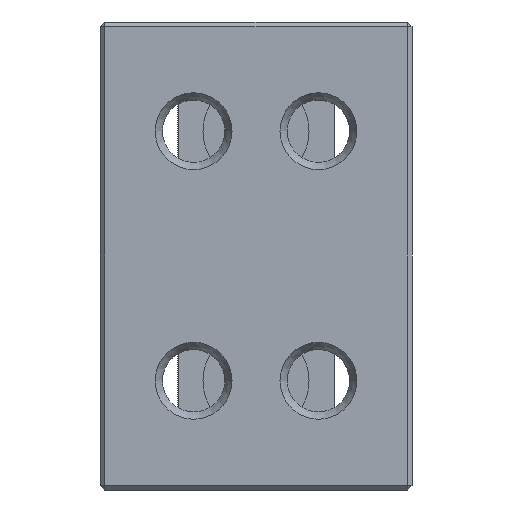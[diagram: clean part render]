
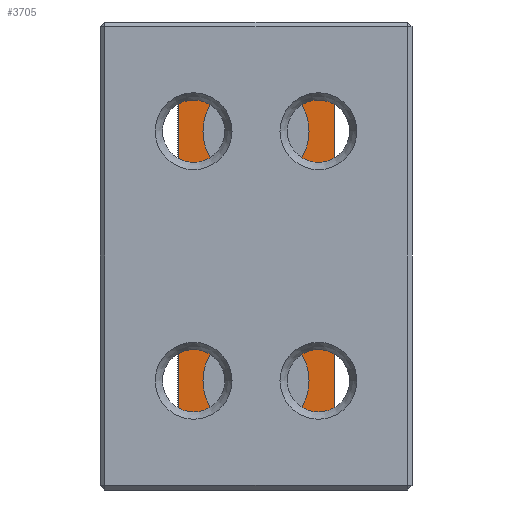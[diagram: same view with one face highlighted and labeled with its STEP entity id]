
A CAD part, front view. The second image highlights one B-rep face of the part: STEP entity #3705.
In plain terms, the highlighted planar face has unit normal (0, -1, 0).
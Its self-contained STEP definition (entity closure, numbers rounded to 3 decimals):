
#463 = PLANE('',#464);
#464 = AXIS2_PLACEMENT_3D('',#465,#466,#467);
#465 = CARTESIAN_POINT('',(2.5,2.79,0.));
#466 = DIRECTION('',(1.,0.,0.));
#467 = DIRECTION('',(0.,-1.,0.));
#491 = PLANE('',#492);
#492 = AXIS2_PLACEMENT_3D('',#493,#494,#495);
#493 = CARTESIAN_POINT('',(2.5,2.675,0.075));
#494 = DIRECTION('',(0.,-0.707,-0.707));
#495 = DIRECTION('',(-1.,0.,0.));
#519 = PLANE('',#520);
#520 = AXIS2_PLACEMENT_3D('',#521,#522,#523);
#521 = CARTESIAN_POINT('',(-2.5,2.79,0.));
#522 = DIRECTION('',(1.,0.,0.));
#523 = DIRECTION('',(0.,-1.,0.));
#1038 = PLANE('',#1039);
#1039 = AXIS2_PLACEMENT_3D('',#1040,#1041,#1042);
#1040 = CARTESIAN_POINT('',(2.5,2.675,14.925));
#1041 = DIRECTION('',(0.,0.707,-0.707));
#1042 = DIRECTION('',(-1.,0.,0.));
#1922 = EDGE_CURVE('',#1923,#1925,#1927,.T.);
#1923 = VERTEX_POINT('',#1924);
#1924 = CARTESIAN_POINT('',(-2.5,2.6,0.15));
#1925 = VERTEX_POINT('',#1926);
#1926 = CARTESIAN_POINT('',(-2.5,2.6,14.85));
#1927 = SURFACE_CURVE('',#1928,(#1932,#1939),.PCURVE_S1.);
#1928 = LINE('',#1929,#1930);
#1929 = CARTESIAN_POINT('',(-2.5,2.6,0.));
#1930 = VECTOR('',#1931,1.);
#1931 = DIRECTION('',(0.,0.,1.));
#1932 = PCURVE('',#519,#1933);
#1933 = DEFINITIONAL_REPRESENTATION('',(#1934),#1938);
#1934 = LINE('',#1935,#1936);
#1935 = CARTESIAN_POINT('',(0.19,0.));
#1936 = VECTOR('',#1937,1.);
#1937 = DIRECTION('',(0.,-1.));
#1938 = ( GEOMETRIC_REPRESENTATION_CONTEXT(2) 
PARAMETRIC_REPRESENTATION_CONTEXT() REPRESENTATION_CONTEXT('2D SPACE',''
  ) );
#1939 = PCURVE('',#1940,#1945);
#1940 = PLANE('',#1941);
#1941 = AXIS2_PLACEMENT_3D('',#1942,#1943,#1944);
#1942 = CARTESIAN_POINT('',(2.5,2.6,0.));
#1943 = DIRECTION('',(0.,-1.,0.));
#1944 = DIRECTION('',(-1.,0.,0.));
#1945 = DEFINITIONAL_REPRESENTATION('',(#1946),#1950);
#1946 = LINE('',#1947,#1948);
#1947 = CARTESIAN_POINT('',(5.,0.));
#1948 = VECTOR('',#1949,1.);
#1949 = DIRECTION('',(0.,-1.));
#1950 = ( GEOMETRIC_REPRESENTATION_CONTEXT(2) 
PARAMETRIC_REPRESENTATION_CONTEXT() REPRESENTATION_CONTEXT('2D SPACE',''
  ) );
#2028 = VERTEX_POINT('',#2029);
#2029 = CARTESIAN_POINT('',(2.5,2.6,0.15));
#2050 = EDGE_CURVE('',#2028,#1923,#2051,.T.);
#2051 = SURFACE_CURVE('',#2052,(#2056,#2063),.PCURVE_S1.);
#2052 = LINE('',#2053,#2054);
#2053 = CARTESIAN_POINT('',(2.5,2.6,0.15));
#2054 = VECTOR('',#2055,1.);
#2055 = DIRECTION('',(-1.,0.,0.));
#2056 = PCURVE('',#491,#2057);
#2057 = DEFINITIONAL_REPRESENTATION('',(#2058),#2062);
#2058 = LINE('',#2059,#2060);
#2059 = CARTESIAN_POINT('',(0.,-0.106));
#2060 = VECTOR('',#2061,1.);
#2061 = DIRECTION('',(1.,0.));
#2062 = ( GEOMETRIC_REPRESENTATION_CONTEXT(2) 
PARAMETRIC_REPRESENTATION_CONTEXT() REPRESENTATION_CONTEXT('2D SPACE',''
  ) );
#2063 = PCURVE('',#1940,#2064);
#2064 = DEFINITIONAL_REPRESENTATION('',(#2065),#2069);
#2065 = LINE('',#2066,#2067);
#2066 = CARTESIAN_POINT('',(0.,-0.15));
#2067 = VECTOR('',#2068,1.);
#2068 = DIRECTION('',(1.,0.));
#2069 = ( GEOMETRIC_REPRESENTATION_CONTEXT(2) 
PARAMETRIC_REPRESENTATION_CONTEXT() REPRESENTATION_CONTEXT('2D SPACE',''
  ) );
#2103 = EDGE_CURVE('',#2028,#2104,#2106,.T.);
#2104 = VERTEX_POINT('',#2105);
#2105 = CARTESIAN_POINT('',(2.5,2.6,14.85));
#2106 = SURFACE_CURVE('',#2107,(#2111,#2118),.PCURVE_S1.);
#2107 = LINE('',#2108,#2109);
#2108 = CARTESIAN_POINT('',(2.5,2.6,0.));
#2109 = VECTOR('',#2110,1.);
#2110 = DIRECTION('',(0.,0.,1.));
#2111 = PCURVE('',#463,#2112);
#2112 = DEFINITIONAL_REPRESENTATION('',(#2113),#2117);
#2113 = LINE('',#2114,#2115);
#2114 = CARTESIAN_POINT('',(0.19,0.));
#2115 = VECTOR('',#2116,1.);
#2116 = DIRECTION('',(0.,-1.));
#2117 = ( GEOMETRIC_REPRESENTATION_CONTEXT(2) 
PARAMETRIC_REPRESENTATION_CONTEXT() REPRESENTATION_CONTEXT('2D SPACE',''
  ) );
#2118 = PCURVE('',#1940,#2119);
#2119 = DEFINITIONAL_REPRESENTATION('',(#2120),#2124);
#2120 = LINE('',#2121,#2122);
#2121 = CARTESIAN_POINT('',(0.,0.));
#2122 = VECTOR('',#2123,1.);
#2123 = DIRECTION('',(0.,-1.));
#2124 = ( GEOMETRIC_REPRESENTATION_CONTEXT(2) 
PARAMETRIC_REPRESENTATION_CONTEXT() REPRESENTATION_CONTEXT('2D SPACE',''
  ) );
#2637 = EDGE_CURVE('',#2104,#1925,#2638,.T.);
#2638 = SURFACE_CURVE('',#2639,(#2643,#2650),.PCURVE_S1.);
#2639 = LINE('',#2640,#2641);
#2640 = CARTESIAN_POINT('',(2.5,2.6,14.85));
#2641 = VECTOR('',#2642,1.);
#2642 = DIRECTION('',(-1.,0.,0.));
#2643 = PCURVE('',#1038,#2644);
#2644 = DEFINITIONAL_REPRESENTATION('',(#2645),#2649);
#2645 = LINE('',#2646,#2647);
#2646 = CARTESIAN_POINT('',(0.,-0.106));
#2647 = VECTOR('',#2648,1.);
#2648 = DIRECTION('',(1.,0.));
#2649 = ( GEOMETRIC_REPRESENTATION_CONTEXT(2) 
PARAMETRIC_REPRESENTATION_CONTEXT() REPRESENTATION_CONTEXT('2D SPACE',''
  ) );
#2650 = PCURVE('',#1940,#2651);
#2651 = DEFINITIONAL_REPRESENTATION('',(#2652),#2656);
#2652 = LINE('',#2653,#2654);
#2653 = CARTESIAN_POINT('',(0.,-14.85));
#2654 = VECTOR('',#2655,1.);
#2655 = DIRECTION('',(1.,0.));
#2656 = ( GEOMETRIC_REPRESENTATION_CONTEXT(2) 
PARAMETRIC_REPRESENTATION_CONTEXT() REPRESENTATION_CONTEXT('2D SPACE',''
  ) );
#3705 = ADVANCED_FACE('',(#3706,#3712,#3747),#1940,.T.);
#3706 = FACE_BOUND('',#3707,.T.);
#3707 = EDGE_LOOP('',(#3708,#3709,#3710,#3711));
#3708 = ORIENTED_EDGE('',*,*,#2103,.T.);
#3709 = ORIENTED_EDGE('',*,*,#2637,.T.);
#3710 = ORIENTED_EDGE('',*,*,#1922,.F.);
#3711 = ORIENTED_EDGE('',*,*,#2050,.F.);
#3712 = FACE_BOUND('',#3713,.T.);
#3713 = EDGE_LOOP('',(#3714));
#3714 = ORIENTED_EDGE('',*,*,#3715,.T.);
#3715 = EDGE_CURVE('',#3716,#3716,#3718,.T.);
#3716 = VERTEX_POINT('',#3717);
#3717 = CARTESIAN_POINT('',(-1.7,2.6,11.5));
#3718 = SURFACE_CURVE('',#3719,(#3724,#3735),.PCURVE_S1.);
#3719 = CIRCLE('',#3720,1.7);
#3720 = AXIS2_PLACEMENT_3D('',#3721,#3722,#3723);
#3721 = CARTESIAN_POINT('',(0.,2.6,11.5));
#3722 = DIRECTION('',(0.,1.,0.));
#3723 = DIRECTION('',(-1.,0.,0.));
#3724 = PCURVE('',#1940,#3725);
#3725 = DEFINITIONAL_REPRESENTATION('',(#3726),#3734);
#3726 = ( BOUNDED_CURVE() B_SPLINE_CURVE(2,(#3727,#3728,#3729,#3730,
#3731,#3732,#3733),.UNSPECIFIED.,.T.,.F.) B_SPLINE_CURVE_WITH_KNOTS((1,2
    ,2,2,2,1),(-2.094,0.,2.094,4.189,
6.283,8.378),.UNSPECIFIED.) CURVE() 
GEOMETRIC_REPRESENTATION_ITEM() RATIONAL_B_SPLINE_CURVE((1.,0.5,1.,0.5,
1.,0.5,1.)) REPRESENTATION_ITEM('') );
#3727 = CARTESIAN_POINT('',(4.2,-11.5));
#3728 = CARTESIAN_POINT('',(4.2,-14.444));
#3729 = CARTESIAN_POINT('',(1.65,-12.972));
#3730 = CARTESIAN_POINT('',(-0.9,-11.5));
#3731 = CARTESIAN_POINT('',(1.65,-10.028));
#3732 = CARTESIAN_POINT('',(4.2,-8.556));
#3733 = CARTESIAN_POINT('',(4.2,-11.5));
#3734 = ( GEOMETRIC_REPRESENTATION_CONTEXT(2) 
PARAMETRIC_REPRESENTATION_CONTEXT() REPRESENTATION_CONTEXT('2D SPACE',''
  ) );
#3735 = PCURVE('',#3736,#3741);
#3736 = CYLINDRICAL_SURFACE('',#3737,1.7);
#3737 = AXIS2_PLACEMENT_3D('',#3738,#3739,#3740);
#3738 = CARTESIAN_POINT('',(0.,3.722,11.5));
#3739 = DIRECTION('',(0.,-1.,0.));
#3740 = DIRECTION('',(-1.,0.,0.));
#3741 = DEFINITIONAL_REPRESENTATION('',(#3742),#3746);
#3742 = LINE('',#3743,#3744);
#3743 = CARTESIAN_POINT('',(0.,1.122));
#3744 = VECTOR('',#3745,1.);
#3745 = DIRECTION('',(-1.,0.));
#3746 = ( GEOMETRIC_REPRESENTATION_CONTEXT(2) 
PARAMETRIC_REPRESENTATION_CONTEXT() REPRESENTATION_CONTEXT('2D SPACE',''
  ) );
#3747 = FACE_BOUND('',#3748,.T.);
#3748 = EDGE_LOOP('',(#3749));
#3749 = ORIENTED_EDGE('',*,*,#3750,.T.);
#3750 = EDGE_CURVE('',#3751,#3751,#3753,.T.);
#3751 = VERTEX_POINT('',#3752);
#3752 = CARTESIAN_POINT('',(-1.7,2.6,3.5));
#3753 = SURFACE_CURVE('',#3754,(#3759,#3770),.PCURVE_S1.);
#3754 = CIRCLE('',#3755,1.7);
#3755 = AXIS2_PLACEMENT_3D('',#3756,#3757,#3758);
#3756 = CARTESIAN_POINT('',(0.,2.6,3.5));
#3757 = DIRECTION('',(0.,1.,0.));
#3758 = DIRECTION('',(-1.,0.,0.));
#3759 = PCURVE('',#1940,#3760);
#3760 = DEFINITIONAL_REPRESENTATION('',(#3761),#3769);
#3761 = ( BOUNDED_CURVE() B_SPLINE_CURVE(2,(#3762,#3763,#3764,#3765,
#3766,#3767,#3768),.UNSPECIFIED.,.T.,.F.) B_SPLINE_CURVE_WITH_KNOTS((1,2
    ,2,2,2,1),(-2.094,0.,2.094,4.189,
6.283,8.378),.UNSPECIFIED.) CURVE() 
GEOMETRIC_REPRESENTATION_ITEM() RATIONAL_B_SPLINE_CURVE((1.,0.5,1.,0.5,
1.,0.5,1.)) REPRESENTATION_ITEM('') );
#3762 = CARTESIAN_POINT('',(4.2,-3.5));
#3763 = CARTESIAN_POINT('',(4.2,-6.444));
#3764 = CARTESIAN_POINT('',(1.65,-4.972));
#3765 = CARTESIAN_POINT('',(-0.9,-3.5));
#3766 = CARTESIAN_POINT('',(1.65,-2.028));
#3767 = CARTESIAN_POINT('',(4.2,-0.556));
#3768 = CARTESIAN_POINT('',(4.2,-3.5));
#3769 = ( GEOMETRIC_REPRESENTATION_CONTEXT(2) 
PARAMETRIC_REPRESENTATION_CONTEXT() REPRESENTATION_CONTEXT('2D SPACE',''
  ) );
#3770 = PCURVE('',#3771,#3776);
#3771 = CYLINDRICAL_SURFACE('',#3772,1.7);
#3772 = AXIS2_PLACEMENT_3D('',#3773,#3774,#3775);
#3773 = CARTESIAN_POINT('',(0.,3.722,3.5));
#3774 = DIRECTION('',(0.,-1.,0.));
#3775 = DIRECTION('',(-1.,0.,0.));
#3776 = DEFINITIONAL_REPRESENTATION('',(#3777),#3781);
#3777 = LINE('',#3778,#3779);
#3778 = CARTESIAN_POINT('',(0.,1.122));
#3779 = VECTOR('',#3780,1.);
#3780 = DIRECTION('',(-1.,0.));
#3781 = ( GEOMETRIC_REPRESENTATION_CONTEXT(2) 
PARAMETRIC_REPRESENTATION_CONTEXT() REPRESENTATION_CONTEXT('2D SPACE',''
  ) );
